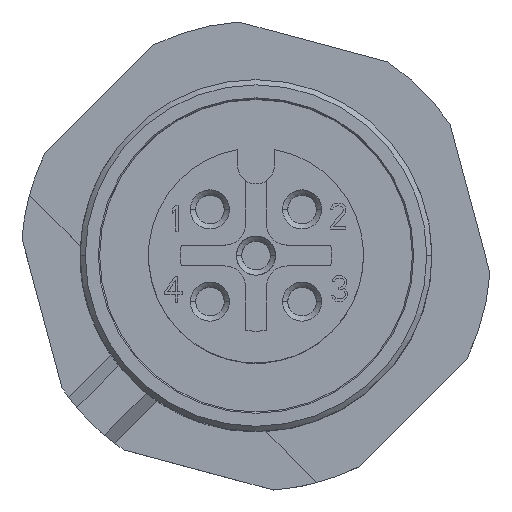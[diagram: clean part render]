
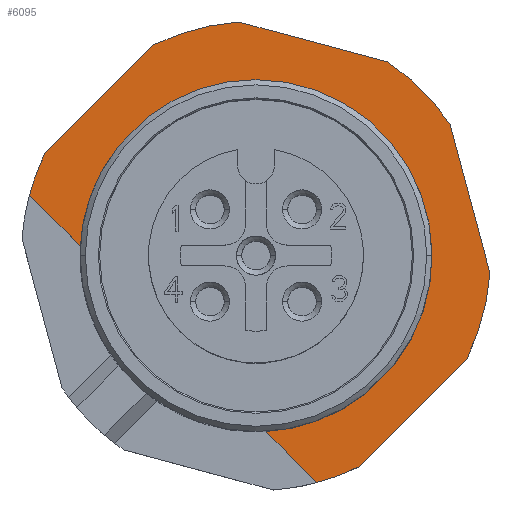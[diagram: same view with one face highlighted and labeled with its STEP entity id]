
A CAD part, top view. The second image highlights one B-rep face of the part: STEP entity #6095.
In plain terms, the highlighted planar face has unit normal (0, 0, 1).
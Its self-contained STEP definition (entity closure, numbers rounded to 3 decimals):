
#590=CARTESIAN_POINT('',(0.,0.,-8.));
#591=DIRECTION('',(0.,0.,-1.));
#592=DIRECTION('',(-0.998,0.056,0.));
#593=AXIS2_PLACEMENT_3D('',#590,#591,#592);
#598=DIRECTION('',(0.707,-0.707,0.));
#599=VECTOR('',#598,2.763);
#600=CARTESIAN_POINT('',(-8.693,2.329,-8.));
#601=LINE('',#600,#599);
#605=CARTESIAN_POINT('',(0.,0.,-8.));
#606=DIRECTION('',(0.,0.,1.));
#607=DIRECTION('',(-0.9,0.435,0.));
#608=AXIS2_PLACEMENT_3D('',#605,#606,#607);
#613=DIRECTION('',(-0.707,-0.707,0.));
#614=VECTOR('',#613,5.916);
#615=CARTESIAN_POINT('',(-3.919,8.102,-8.));
#616=LINE('',#615,#614);
#620=CARTESIAN_POINT('',(0.,0.,-8.));
#621=DIRECTION('',(0.,0.,1.));
#622=DIRECTION('',(-0.073,0.997,0.));
#623=AXIS2_PLACEMENT_3D('',#620,#621,#622);
#628=DIRECTION('',(-0.966,0.259,0.));
#629=VECTOR('',#628,5.916);
#630=CARTESIAN_POINT('',(5.057,7.445,-8.));
#631=LINE('',#630,#629);
#635=CARTESIAN_POINT('',(0.,0.,-8.));
#636=DIRECTION('',(0.,0.,1.));
#637=DIRECTION('',(0.827,0.562,0.));
#638=AXIS2_PLACEMENT_3D('',#635,#636,#637);
#643=DIRECTION('',(-0.259,0.966,0.));
#644=VECTOR('',#643,5.916);
#645=CARTESIAN_POINT('',(8.976,-0.657,-8.));
#646=LINE('',#645,#644);
#650=CARTESIAN_POINT('',(0.,0.,-8.));
#651=DIRECTION('',(0.,0.,1.));
#652=DIRECTION('',(0.9,-0.435,0.));
#653=AXIS2_PLACEMENT_3D('',#650,#651,#652);
#658=DIRECTION('',(0.707,0.707,0.));
#659=VECTOR('',#658,5.916);
#660=CARTESIAN_POINT('',(3.919,-8.102,-8.));
#661=LINE('',#660,#659);
#665=CARTESIAN_POINT('',(0.,0.,-8.));
#666=DIRECTION('',(0.,0.,1.));
#667=DIRECTION('',(0.259,-0.966,0.));
#668=AXIS2_PLACEMENT_3D('',#665,#666,#667);
#673=DIRECTION('',(0.707,-0.707,0.));
#674=VECTOR('',#673,2.763);
#675=CARTESIAN_POINT('',(0.376,-6.74,-8.));
#676=LINE('',#675,#674);
#680=CARTESIAN_POINT('',(0.,0.,-8.));
#681=DIRECTION('',(0.,0.,-1.));
#682=DIRECTION('',(0.616,-0.788,0.));
#683=AXIS2_PLACEMENT_3D('',#680,#681,#682);
#688=DIRECTION('',(-0.707,-0.707,0.));
#689=VECTOR('',#688,1.64);
#690=CARTESIAN_POINT('',(5.317,-4.158,-8.));
#691=LINE('',#690,#689);
#695=CARTESIAN_POINT('',(0.,0.,-8.));
#696=DIRECTION('',(0.,0.,-1.));
#697=DIRECTION('',(0.,1.,0.));
#698=AXIS2_PLACEMENT_3D('',#695,#696,#697);
#703=CARTESIAN_POINT('',(0.,0.,-8.));
#704=DIRECTION('',(0.,0.,-1.));
#705=DIRECTION('',(-0.616,0.788,0.));
#706=AXIS2_PLACEMENT_3D('',#703,#704,#705);
#711=DIRECTION('',(0.707,0.707,0.));
#712=VECTOR('',#711,1.64);
#713=CARTESIAN_POINT('',(-5.317,4.158,-8.));
#714=LINE('',#713,#712);
#4957=CARTESIAN_POINT('',(7.445,5.057,-8.));
#4958=VERTEX_POINT('',#4957);
#4959=CARTESIAN_POINT('',(5.057,7.445,-8.));
#4960=VERTEX_POINT('',#4959);
#4961=CARTESIAN_POINT('',(8.976,-0.657,-8.));
#4962=VERTEX_POINT('',#4961);
#4963=CARTESIAN_POINT('',(8.102,-3.919,-8.));
#4964=VERTEX_POINT('',#4963);
#4965=CARTESIAN_POINT('',(3.919,-8.102,-8.));
#4966=VERTEX_POINT('',#4965);
#4971=CARTESIAN_POINT('',(2.329,-8.693,-8.));
#4972=VERTEX_POINT('',#4971);
#4996=CARTESIAN_POINT('',(-6.74,0.376,-8.));
#4997=VERTEX_POINT('',#4996);
#4998=CARTESIAN_POINT('',(-5.317,4.158,-8.));
#4999=VERTEX_POINT('',#4998);
#5016=CARTESIAN_POINT('',(0.376,-6.74,-8.));
#5017=VERTEX_POINT('',#5016);
#5039=CARTESIAN_POINT('',(-8.102,3.919,-8.));
#5040=VERTEX_POINT('',#5039);
#5041=CARTESIAN_POINT('',(-8.693,2.329,-8.));
#5042=VERTEX_POINT('',#5041);
#5102=CARTESIAN_POINT('',(-3.919,8.102,-8.));
#5103=VERTEX_POINT('',#5102);
#5104=CARTESIAN_POINT('',(-0.657,8.976,-8.));
#5105=VERTEX_POINT('',#5104);
#5106=CARTESIAN_POINT('',(4.158,-5.317,-8.));
#5107=VERTEX_POINT('',#5106);
#5108=CARTESIAN_POINT('',(5.317,-4.158,-8.));
#5109=VERTEX_POINT('',#5108);
#5110=CARTESIAN_POINT('',(0.,6.75,-8.));
#5111=VERTEX_POINT('',#5110);
#5112=CARTESIAN_POINT('',(-4.158,5.317,-8.));
#5113=VERTEX_POINT('',#5112);
#6058=CARTESIAN_POINT('',(0.,0.,-8.));
#6059=DIRECTION('',(0.,0.,-1.));
#6060=DIRECTION('',(0.,-1.,0.));
#6061=AXIS2_PLACEMENT_3D('',#6058,#6059,#6060);
#6062=PLANE('',#6061);
#6064=ORIENTED_EDGE('',*,*,#6063,.F.);
#6066=ORIENTED_EDGE('',*,*,#6065,.F.);
#6068=ORIENTED_EDGE('',*,*,#6067,.F.);
#6070=ORIENTED_EDGE('',*,*,#6069,.F.);
#6072=ORIENTED_EDGE('',*,*,#6071,.F.);
#6074=ORIENTED_EDGE('',*,*,#6073,.F.);
#6076=ORIENTED_EDGE('',*,*,#6075,.F.);
#6077=ORIENTED_EDGE('',*,*,#6005,.F.);
#6078=ORIENTED_EDGE('',*,*,#6020,.F.);
#6079=ORIENTED_EDGE('',*,*,#6034,.F.);
#6080=ORIENTED_EDGE('',*,*,#6045,.F.);
#6082=ORIENTED_EDGE('',*,*,#6081,.F.);
#6084=ORIENTED_EDGE('',*,*,#6083,.F.);
#6086=ORIENTED_EDGE('',*,*,#6085,.F.);
#6088=ORIENTED_EDGE('',*,*,#6087,.F.);
#6090=ORIENTED_EDGE('',*,*,#6089,.F.);
#6092=ORIENTED_EDGE('',*,*,#6091,.F.);
#6093=EDGE_LOOP('',(#6064,#6066,#6068,#6070,#6072,#6074,#6076,#6077,#6078,#6079,
#6080,#6082,#6084,#6086,#6088,#6090,#6092));
#6094=FACE_OUTER_BOUND('',#6093,.F.);
#6095=ADVANCED_FACE('',(#6094),#6062,.F.);
#594=CIRCLE('',#593,6.75);
#609=CIRCLE('',#608,9.);
#624=CIRCLE('',#623,9.);
#639=CIRCLE('',#638,9.);
#654=CIRCLE('',#653,9.);
#669=CIRCLE('',#668,9.);
#684=CIRCLE('',#683,6.75);
#699=CIRCLE('',#698,6.75);
#707=CIRCLE('',#706,6.75);
#6005=EDGE_CURVE('',#4962,#4958,#646,.T.);
#6020=EDGE_CURVE('',#4964,#4962,#654,.T.);
#6034=EDGE_CURVE('',#4966,#4964,#661,.T.);
#6045=EDGE_CURVE('',#4972,#4966,#669,.T.);
#6063=EDGE_CURVE('',#4997,#4999,#594,.T.);
#6065=EDGE_CURVE('',#5042,#4997,#601,.T.);
#6067=EDGE_CURVE('',#5040,#5042,#609,.T.);
#6069=EDGE_CURVE('',#5103,#5040,#616,.T.);
#6071=EDGE_CURVE('',#5105,#5103,#624,.T.);
#6073=EDGE_CURVE('',#4960,#5105,#631,.T.);
#6075=EDGE_CURVE('',#4958,#4960,#639,.T.);
#6081=EDGE_CURVE('',#5017,#4972,#676,.T.);
#6083=EDGE_CURVE('',#5107,#5017,#684,.T.);
#6085=EDGE_CURVE('',#5109,#5107,#691,.T.);
#6087=EDGE_CURVE('',#5111,#5109,#699,.T.);
#6089=EDGE_CURVE('',#5113,#5111,#707,.T.);
#6091=EDGE_CURVE('',#4999,#5113,#714,.T.);
